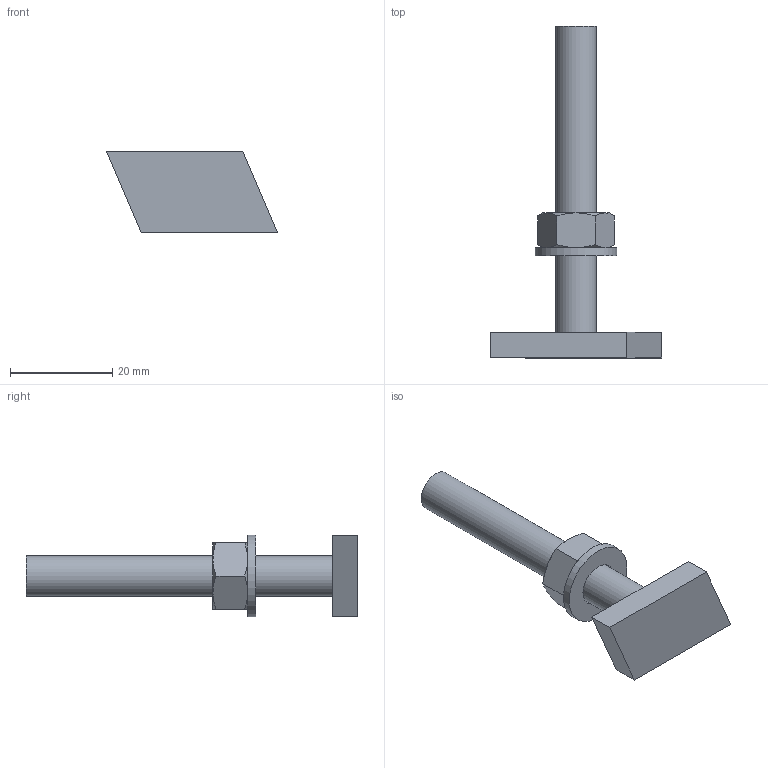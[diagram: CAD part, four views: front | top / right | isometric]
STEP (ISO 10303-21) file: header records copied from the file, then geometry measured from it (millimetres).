
FILE_DESCRIPTION (( 'STEP AP214' ), '1' );
FILE_NAME ('1148064.STP', '2021-03-30T13:47:42', ( '' ), ( '' ), 'SwSTEP 2.0', 'SolidWorks 2020', '' );
FILE_SCHEMA (( 'AUTOMOTIVE_DESIGN' ));
Length unit declared in the file: millimetre
Products named in the file (4): 018944_Hexagon Nut ISO - 4032 - M8 - D - N; 106280_M8x60; 018945_Washer ISO 7089 - 8; 1148064
Assembly tree (3 placements, depth 2):
  1148064
    106280_M8x60
    018944_Hexagon Nut ISO - 4032 - M8 - D - N
    018945_Washer ISO 7089 - 8
Bounding box: 33.5 x 65 x 16 mm (x, y, z)
Volume: 6123.1 mm3; surface area: 3863.6 mm2
Topology: 3 solids, 3 shells, 36 faces, 75 edges, 46 vertices
Faces by surface type: plane 17, cone 14, cylinder 5
Full cylindrical faces by diameter (mm): 6.8 x1, 8 x2, 8.4 x1, 16 x1
Entity records: 1145 total; most frequent: CARTESIAN_POINT 286, DIRECTION 148, ORIENTED_EDGE 130, AXIS2_PLACEMENT_3D 65, EDGE_CURVE 65, EDGE_LOOP 48, VERTEX_POINT 43, FACE_OUTER_BOUND 41
